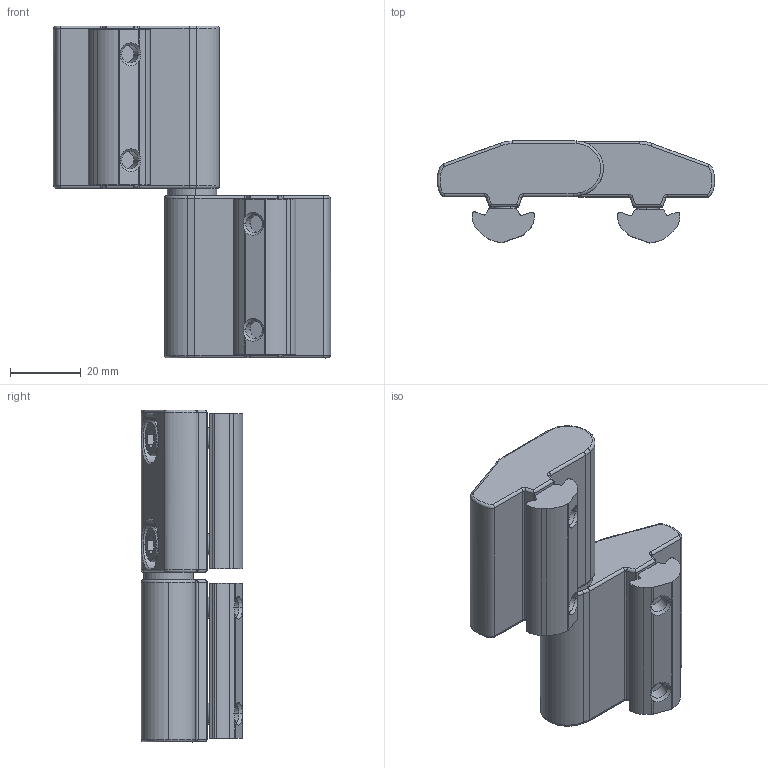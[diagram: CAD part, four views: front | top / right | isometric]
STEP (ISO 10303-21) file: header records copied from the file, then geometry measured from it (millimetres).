
FILE_DESCRIPTION (( 'STEP AP214' ), '1' );
FILE_NAME ('40mm LH Outside Hinge Kit(40DHO-0411-001-01).STEP', '2023-08-10T12:27:30', ( '' ), ( '' ), 'SwSTEP 2.0', 'SolidWorks 2020', '' );
FILE_SCHEMA (( 'AUTOMOTIVE_DESIGN' ));
Length unit declared in the file: millimetre
Products named in the file (3): 40mm LH Outside Hinge-Bushing Side_Standard; 40mm LH Outside Hinge Kit(40DHO-0411-001-01); 40mm LH Outside Hinge-Pin Side_Standard
Assembly tree (2 placements, depth 2):
  40mm LH Outside Hinge Kit(40DHO-0411-001-01)
    40mm LH Outside Hinge-Bushing Side_Standard
    40mm LH Outside Hinge-Pin Side_Standard
Bounding box: 78.49 x 28.74 x 94 mm (x, y, z)
Volume: 69541.7 mm3; surface area: 25859.6 mm2
Topology: 10 solids, 10 shells, 361 faces, 842 edges, 496 vertices
Faces by surface type: cylinder 136, plane 91, cone 64, bspline 38, torus 28, sphere 4
Entity records: 11620 total; most frequent: CARTESIAN_POINT 3326, DIRECTION 1702, ORIENTED_EDGE 1660, EDGE_CURVE 830, AXIS2_PLACEMENT_3D 660, VERTEX_POINT 496, EDGE_LOOP 386, VECTOR 382
